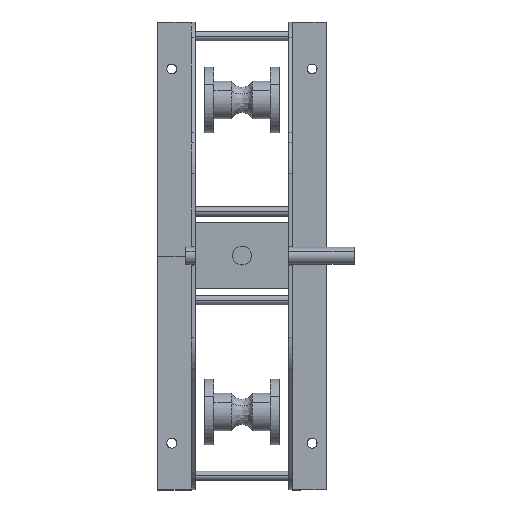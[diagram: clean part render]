
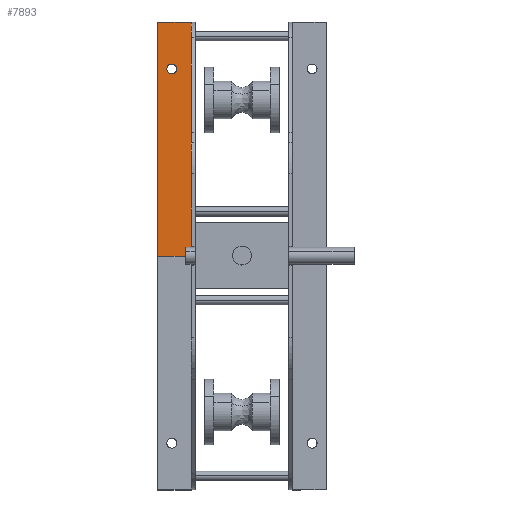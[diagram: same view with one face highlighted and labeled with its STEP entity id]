
A CAD part, top view. The second image highlights one B-rep face of the part: STEP entity #7893.
In plain terms, the highlighted free-form (B-spline) face has degree [1, 1] with [2, 2] control points.
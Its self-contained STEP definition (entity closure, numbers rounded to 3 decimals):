
#5439 = VERTEX_POINT('',#5440);
#5440 = CARTESIAN_POINT('',(-134.022,643.098,
    0.));
#5459 = EDGE_CURVE('',#5460,#5439,#5462,.T.);
#5460 = VERTEX_POINT('',#5461);
#5461 = CARTESIAN_POINT('',(-180.067,643.098,
    0.));
#5462 = B_SPLINE_CURVE_WITH_KNOTS('',1,(#5463,#5464),.UNSPECIFIED.,.F.,
  .F.,(2,2),(-17.9,17.9),.PIECEWISE_BEZIER_KNOTS.);
#5463 = CARTESIAN_POINT('',(-180.067,643.098,
    0.));
#5464 = CARTESIAN_POINT('',(-134.022,643.098,
    0.));
#5487 = EDGE_CURVE('',#5488,#5460,#5490,.T.);
#5488 = VERTEX_POINT('',#5489);
#5489 = CARTESIAN_POINT('',(-180.067,321.549,
    0.));
#5490 = B_SPLINE_CURVE_WITH_KNOTS('',1,(#5491,#5492),.UNSPECIFIED.,.F.,
  .F.,(2,2),(-125.,125.),.PIECEWISE_BEZIER_KNOTS.);
#5491 = CARTESIAN_POINT('',(-180.067,321.549,
    0.));
#5492 = CARTESIAN_POINT('',(-180.067,643.098,
    0.));
#5515 = EDGE_CURVE('',#5516,#5488,#5518,.T.);
#5516 = VERTEX_POINT('',#5517);
#5517 = CARTESIAN_POINT('',(-134.022,321.549,
    0.));
#5518 = B_SPLINE_CURVE_WITH_KNOTS('',1,(#5519,#5520),.UNSPECIFIED.,.F.,
  .F.,(2,2),(-17.9,17.9),.PIECEWISE_BEZIER_KNOTS.);
#5519 = CARTESIAN_POINT('',(-134.022,321.549,
    0.));
#5520 = CARTESIAN_POINT('',(-180.067,321.549,
    0.));
#7842 = VERTEX_POINT('',#7843);
#7843 = CARTESIAN_POINT('',(-167.527,578.788,
    0.));
#7850 = VERTEX_POINT('',#7851);
#7851 = CARTESIAN_POINT('',(-160.774,572.035,
    0.));
#7856 = EDGE_CURVE('',#7850,#7842,#7857,.T.);
#7857 = ( BOUNDED_CURVE() B_SPLINE_CURVE(2,(#7858,#7859,#7860),
.UNSPECIFIED.,.F.,.F.) B_SPLINE_CURVE_WITH_KNOTS((3,3),(1.571,
3.142),.PIECEWISE_BEZIER_KNOTS.) CURVE() 
GEOMETRIC_REPRESENTATION_ITEM() RATIONAL_B_SPLINE_CURVE((1.,
0.707,1.)) REPRESENTATION_ITEM('') );
#7858 = CARTESIAN_POINT('',(-160.774,572.035,
    0.));
#7859 = CARTESIAN_POINT('',(-167.527,572.035,
    0.));
#7860 = CARTESIAN_POINT('',(-167.527,578.788,
    0.));
#7873 = VERTEX_POINT('',#7874);
#7874 = CARTESIAN_POINT('',(-160.774,585.54,
    0.));
#7881 = EDGE_CURVE('',#7842,#7873,#7882,.T.);
#7882 = ( BOUNDED_CURVE() B_SPLINE_CURVE(2,(#7883,#7884,#7885),
.UNSPECIFIED.,.F.,.F.) B_SPLINE_CURVE_WITH_KNOTS((3,3),(3.142,
4.712),.PIECEWISE_BEZIER_KNOTS.) CURVE() 
GEOMETRIC_REPRESENTATION_ITEM() RATIONAL_B_SPLINE_CURVE((1.,
0.707,1.)) REPRESENTATION_ITEM('') );
#7883 = CARTESIAN_POINT('',(-167.527,578.788,
    0.));
#7884 = CARTESIAN_POINT('',(-167.527,585.54,
    0.));
#7885 = CARTESIAN_POINT('',(-160.774,585.54,
    0.));
#7893 = ADVANCED_FACE('',(#7894,#7904),#7928,.F.);
#7894 = FACE_BOUND('',#7895,.T.);
#7895 = EDGE_LOOP('',(#7896,#7897,#7898,#7899));
#7896 = ORIENTED_EDGE('',*,*,#5459,.F.);
#7897 = ORIENTED_EDGE('',*,*,#5487,.F.);
#7898 = ORIENTED_EDGE('',*,*,#5515,.F.);
#7899 = ORIENTED_EDGE('',*,*,#7900,.F.);
#7900 = EDGE_CURVE('',#5439,#5516,#7901,.T.);
#7901 = B_SPLINE_CURVE_WITH_KNOTS('',1,(#7902,#7903),.UNSPECIFIED.,.F.,
  .F.,(2,2),(-125.,125.),.PIECEWISE_BEZIER_KNOTS.);
#7902 = CARTESIAN_POINT('',(-134.022,643.098,
    0.));
#7903 = CARTESIAN_POINT('',(-134.022,321.549,
    0.));
#7904 = FACE_BOUND('',#7905,.T.);
#7905 = EDGE_LOOP('',(#7906,#7917,#7918,#7919));
#7906 = ORIENTED_EDGE('',*,*,#7907,.T.);
#7907 = EDGE_CURVE('',#7908,#7850,#7910,.T.);
#7908 = VERTEX_POINT('',#7909);
#7909 = CARTESIAN_POINT('',(-154.022,578.788,
    0.));
#7910 = B_SPLINE_CURVE_WITH_KNOTS('',5,(#7911,#7912,#7913,#7914,#7915,
    #7916),.UNSPECIFIED.,.F.,.F.,(6,6),(24.74,32.987),
  .PIECEWISE_BEZIER_KNOTS.);
#7911 = CARTESIAN_POINT('',(-154.022,578.788,
    0.));
#7912 = CARTESIAN_POINT('',(-154.022,576.667,
    0.));
#7913 = CARTESIAN_POINT('',(-154.853,574.543,
    0.));
#7914 = CARTESIAN_POINT('',(-156.53,572.866,
    0.));
#7915 = CARTESIAN_POINT('',(-158.653,572.035,
    0.));
#7916 = CARTESIAN_POINT('',(-160.774,572.035,
    0.));
#7917 = ORIENTED_EDGE('',*,*,#7856,.T.);
#7918 = ORIENTED_EDGE('',*,*,#7881,.T.);
#7919 = ORIENTED_EDGE('',*,*,#7920,.T.);
#7920 = EDGE_CURVE('',#7873,#7908,#7921,.T.);
#7921 = B_SPLINE_CURVE_WITH_KNOTS('',5,(#7922,#7923,#7924,#7925,#7926,
    #7927),.UNSPECIFIED.,.F.,.F.,(6,6),(16.493,24.74),
  .PIECEWISE_BEZIER_KNOTS.);
#7922 = CARTESIAN_POINT('',(-160.774,585.54,
    0.));
#7923 = CARTESIAN_POINT('',(-158.653,585.54,
    0.));
#7924 = CARTESIAN_POINT('',(-156.53,584.71,
    0.));
#7925 = CARTESIAN_POINT('',(-154.853,583.033,
    0.));
#7926 = CARTESIAN_POINT('',(-154.022,580.909,
    0.));
#7927 = CARTESIAN_POINT('',(-154.022,578.788,
    0.));
#7928 = B_SPLINE_SURFACE_WITH_KNOTS('',1,1,(
    (#7929,#7930)
    ,(#7931,#7932
    )),.UNSPECIFIED.,.F.,.F.,.F.,(2,2),(2,2),(-125.,125.),(0.2,36.),
  .PIECEWISE_BEZIER_KNOTS.);
#7929 = CARTESIAN_POINT('',(-134.022,643.098,
    0.));
#7930 = CARTESIAN_POINT('',(-180.067,643.098,
    0.));
#7931 = CARTESIAN_POINT('',(-134.022,321.549,
    0.));
#7932 = CARTESIAN_POINT('',(-180.067,321.549,
    0.));
